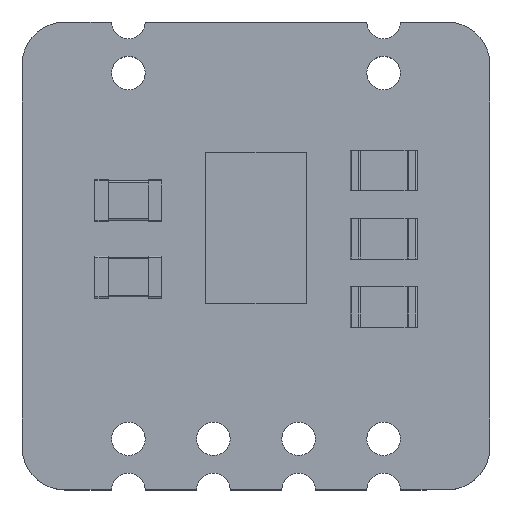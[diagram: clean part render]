
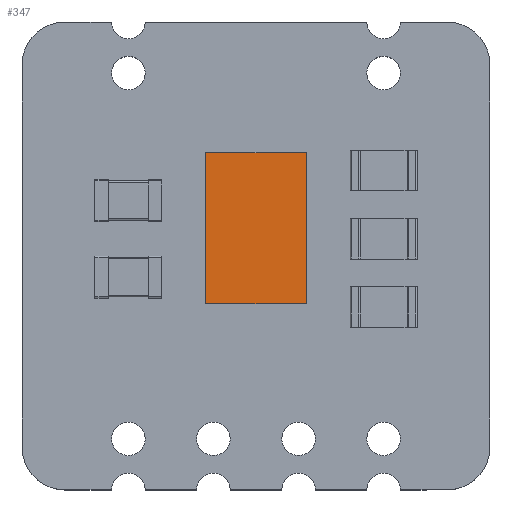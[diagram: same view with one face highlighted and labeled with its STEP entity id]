
A CAD part, top view. The second image highlights one B-rep face of the part: STEP entity #347.
In plain terms, the highlighted free-form (B-spline) face has degree [1, 1] with [2, 2] control points.
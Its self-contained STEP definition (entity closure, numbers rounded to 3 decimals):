
#74 = VERTEX_POINT('',#75);
#75 = CARTESIAN_POINT('',(-2.25,1.,-1.5));
#83 = B_SPLINE_SURFACE_WITH_KNOTS('',1,1,(
    (#84,#85)
    ,(#86,#87)),.UNSPECIFIED.,.F.,.F.,.F.,(2,2),(2,2),(0.,3.),(-1.,0.),
  .PIECEWISE_BEZIER_KNOTS.);
#84 = CARTESIAN_POINT('',(-2.25,0.,1.5));
#85 = CARTESIAN_POINT('',(-2.25,1.,1.5));
#86 = CARTESIAN_POINT('',(-2.25,0.,-1.5));
#87 = CARTESIAN_POINT('',(-2.25,1.,-1.5));
#94 = B_SPLINE_SURFACE_WITH_KNOTS('',1,1,(
    (#95,#96)
    ,(#97,#98
  )),.UNSPECIFIED.,.F.,.F.,.F.,(2,2),(2,2),(-4.5,0.),(-1.,0.),
  .PIECEWISE_BEZIER_KNOTS.);
#95 = CARTESIAN_POINT('',(-2.25,0.,-1.5));
#96 = CARTESIAN_POINT('',(-2.25,1.,-1.5));
#97 = CARTESIAN_POINT('',(2.25,0.,-1.5));
#98 = CARTESIAN_POINT('',(2.25,1.,-1.5));
#105 = EDGE_CURVE('',#74,#106,#108,.T.);
#106 = VERTEX_POINT('',#107);
#107 = CARTESIAN_POINT('',(-2.25,1.,1.5));
#108 = SURFACE_CURVE('',#109,(#112,#118),.PCURVE_S1.);
#109 = B_SPLINE_CURVE_WITH_KNOTS('',1,(#110,#111),.UNSPECIFIED.,.F.,.F.,
  (2,2),(-3.,0.),.PIECEWISE_BEZIER_KNOTS.);
#110 = CARTESIAN_POINT('',(-2.25,1.,-1.5));
#111 = CARTESIAN_POINT('',(-2.25,1.,1.5));
#112 = PCURVE('',#83,#113);
#113 = DEFINITIONAL_REPRESENTATION('',(#114),#117);
#114 = B_SPLINE_CURVE_WITH_KNOTS('',1,(#115,#116),.UNSPECIFIED.,.F.,.F.,
  (2,2),(-3.,0.),.PIECEWISE_BEZIER_KNOTS.);
#115 = CARTESIAN_POINT('',(3.,0.));
#116 = CARTESIAN_POINT('',(0.,0.));
#117 = ( GEOMETRIC_REPRESENTATION_CONTEXT(2) 
PARAMETRIC_REPRESENTATION_CONTEXT() REPRESENTATION_CONTEXT('2D SPACE',''
  ) );
#118 = PCURVE('',#119,#124);
#119 = B_SPLINE_SURFACE_WITH_KNOTS('',1,1,(
    (#120,#121)
    ,(#122,#123
    )),.UNSPECIFIED.,.F.,.F.,.F.,(2,2),(2,2),(-1.5,1.5),(-2.25,2.25),
  .PIECEWISE_BEZIER_KNOTS.);
#120 = CARTESIAN_POINT('',(-2.25,1.,-1.5));
#121 = CARTESIAN_POINT('',(2.25,1.,-1.5));
#122 = CARTESIAN_POINT('',(-2.25,1.,1.5));
#123 = CARTESIAN_POINT('',(2.25,1.,1.5));
#124 = DEFINITIONAL_REPRESENTATION('',(#125),#128);
#125 = B_SPLINE_CURVE_WITH_KNOTS('',1,(#126,#127),.UNSPECIFIED.,.F.,.F.,
  (2,2),(-3.,0.),.PIECEWISE_BEZIER_KNOTS.);
#126 = CARTESIAN_POINT('',(-1.5,-2.25));
#127 = CARTESIAN_POINT('',(1.5,-2.25));
#128 = ( GEOMETRIC_REPRESENTATION_CONTEXT(2) 
PARAMETRIC_REPRESENTATION_CONTEXT() REPRESENTATION_CONTEXT('2D SPACE',''
  ) );
#144 = B_SPLINE_SURFACE_WITH_KNOTS('',1,1,(
    (#145,#146)
    ,(#147,#148
    )),.UNSPECIFIED.,.F.,.F.,.F.,(2,2),(2,2),(0.,4.5),(-1.,0.),
  .PIECEWISE_BEZIER_KNOTS.);
#145 = CARTESIAN_POINT('',(2.25,0.,1.5));
#146 = CARTESIAN_POINT('',(2.25,1.,1.5));
#147 = CARTESIAN_POINT('',(-2.25,0.,1.5));
#148 = CARTESIAN_POINT('',(-2.25,1.,1.5));
#182 = EDGE_CURVE('',#106,#183,#185,.T.);
#183 = VERTEX_POINT('',#184);
#184 = CARTESIAN_POINT('',(2.25,1.,1.5));
#185 = SURFACE_CURVE('',#186,(#189,#195),.PCURVE_S1.);
#186 = B_SPLINE_CURVE_WITH_KNOTS('',1,(#187,#188),.UNSPECIFIED.,.F.,.F.,
  (2,2),(-4.5,0.),.PIECEWISE_BEZIER_KNOTS.);
#187 = CARTESIAN_POINT('',(-2.25,1.,1.5));
#188 = CARTESIAN_POINT('',(2.25,1.,1.5));
#189 = PCURVE('',#144,#190);
#190 = DEFINITIONAL_REPRESENTATION('',(#191),#194);
#191 = B_SPLINE_CURVE_WITH_KNOTS('',1,(#192,#193),.UNSPECIFIED.,.F.,.F.,
  (2,2),(-4.5,0.),.PIECEWISE_BEZIER_KNOTS.);
#192 = CARTESIAN_POINT('',(4.5,0.));
#193 = CARTESIAN_POINT('',(0.,0.));
#194 = ( GEOMETRIC_REPRESENTATION_CONTEXT(2) 
PARAMETRIC_REPRESENTATION_CONTEXT() REPRESENTATION_CONTEXT('2D SPACE',''
  ) );
#195 = PCURVE('',#119,#196);
#196 = DEFINITIONAL_REPRESENTATION('',(#197),#200);
#197 = B_SPLINE_CURVE_WITH_KNOTS('',1,(#198,#199),.UNSPECIFIED.,.F.,.F.,
  (2,2),(-4.5,0.),.PIECEWISE_BEZIER_KNOTS.);
#198 = CARTESIAN_POINT('',(1.5,-2.25));
#199 = CARTESIAN_POINT('',(1.5,2.25));
#200 = ( GEOMETRIC_REPRESENTATION_CONTEXT(2) 
PARAMETRIC_REPRESENTATION_CONTEXT() REPRESENTATION_CONTEXT('2D SPACE',''
  ) );
#216 = B_SPLINE_SURFACE_WITH_KNOTS('',1,1,(
    (#217,#218)
    ,(#219,#220
    )),.UNSPECIFIED.,.F.,.F.,.F.,(2,2),(2,2),(-3.,0.),(-1.,0.),
  .PIECEWISE_BEZIER_KNOTS.);
#217 = CARTESIAN_POINT('',(2.25,0.,-1.5));
#218 = CARTESIAN_POINT('',(2.25,1.,-1.5));
#219 = CARTESIAN_POINT('',(2.25,0.,1.5));
#220 = CARTESIAN_POINT('',(2.25,1.,1.5));
#249 = EDGE_CURVE('',#183,#250,#252,.T.);
#250 = VERTEX_POINT('',#251);
#251 = CARTESIAN_POINT('',(2.25,1.,-1.5));
#252 = SURFACE_CURVE('',#253,(#256,#262),.PCURVE_S1.);
#253 = B_SPLINE_CURVE_WITH_KNOTS('',1,(#254,#255),.UNSPECIFIED.,.F.,.F.,
  (2,2),(0.,3.),.PIECEWISE_BEZIER_KNOTS.);
#254 = CARTESIAN_POINT('',(2.25,1.,1.5));
#255 = CARTESIAN_POINT('',(2.25,1.,-1.5));
#256 = PCURVE('',#216,#257);
#257 = DEFINITIONAL_REPRESENTATION('',(#258),#261);
#258 = B_SPLINE_CURVE_WITH_KNOTS('',1,(#259,#260),.UNSPECIFIED.,.F.,.F.,
  (2,2),(0.,3.),.PIECEWISE_BEZIER_KNOTS.);
#259 = CARTESIAN_POINT('',(0.,0.));
#260 = CARTESIAN_POINT('',(-3.,0.));
#261 = ( GEOMETRIC_REPRESENTATION_CONTEXT(2) 
PARAMETRIC_REPRESENTATION_CONTEXT() REPRESENTATION_CONTEXT('2D SPACE',''
  ) );
#262 = PCURVE('',#119,#263);
#263 = DEFINITIONAL_REPRESENTATION('',(#264),#267);
#264 = B_SPLINE_CURVE_WITH_KNOTS('',1,(#265,#266),.UNSPECIFIED.,.F.,.F.,
  (2,2),(0.,3.),.PIECEWISE_BEZIER_KNOTS.);
#265 = CARTESIAN_POINT('',(1.5,2.25));
#266 = CARTESIAN_POINT('',(-1.5,2.25));
#267 = ( GEOMETRIC_REPRESENTATION_CONTEXT(2) 
PARAMETRIC_REPRESENTATION_CONTEXT() REPRESENTATION_CONTEXT('2D SPACE',''
  ) );
#329 = EDGE_CURVE('',#250,#74,#330,.T.);
#330 = SURFACE_CURVE('',#331,(#334,#340),.PCURVE_S1.);
#331 = B_SPLINE_CURVE_WITH_KNOTS('',1,(#332,#333),.UNSPECIFIED.,.F.,.F.,
  (2,2),(0.,4.5),.PIECEWISE_BEZIER_KNOTS.);
#332 = CARTESIAN_POINT('',(2.25,1.,-1.5));
#333 = CARTESIAN_POINT('',(-2.25,1.,-1.5));
#334 = PCURVE('',#94,#335);
#335 = DEFINITIONAL_REPRESENTATION('',(#336),#339);
#336 = B_SPLINE_CURVE_WITH_KNOTS('',1,(#337,#338),.UNSPECIFIED.,.F.,.F.,
  (2,2),(0.,4.5),.PIECEWISE_BEZIER_KNOTS.);
#337 = CARTESIAN_POINT('',(0.,0.));
#338 = CARTESIAN_POINT('',(-4.5,0.));
#339 = ( GEOMETRIC_REPRESENTATION_CONTEXT(2) 
PARAMETRIC_REPRESENTATION_CONTEXT() REPRESENTATION_CONTEXT('2D SPACE',''
  ) );
#340 = PCURVE('',#119,#341);
#341 = DEFINITIONAL_REPRESENTATION('',(#342),#345);
#342 = B_SPLINE_CURVE_WITH_KNOTS('',1,(#343,#344),.UNSPECIFIED.,.F.,.F.,
  (2,2),(0.,4.5),.PIECEWISE_BEZIER_KNOTS.);
#343 = CARTESIAN_POINT('',(-1.5,2.25));
#344 = CARTESIAN_POINT('',(-1.5,-2.25));
#345 = ( GEOMETRIC_REPRESENTATION_CONTEXT(2) 
PARAMETRIC_REPRESENTATION_CONTEXT() REPRESENTATION_CONTEXT('2D SPACE',''
  ) );
#347 = ADVANCED_FACE('',(#348),#119,.T.);
#348 = FACE_BOUND('',#349,.T.);
#349 = EDGE_LOOP('',(#350,#351,#352,#353));
#350 = ORIENTED_EDGE('',*,*,#105,.T.);
#351 = ORIENTED_EDGE('',*,*,#182,.T.);
#352 = ORIENTED_EDGE('',*,*,#249,.T.);
#353 = ORIENTED_EDGE('',*,*,#329,.T.);
